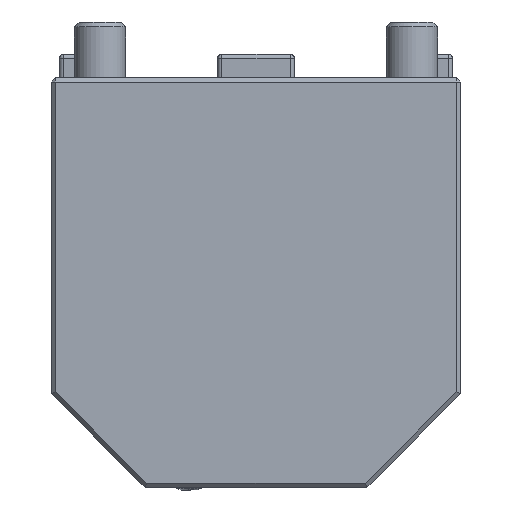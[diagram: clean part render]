
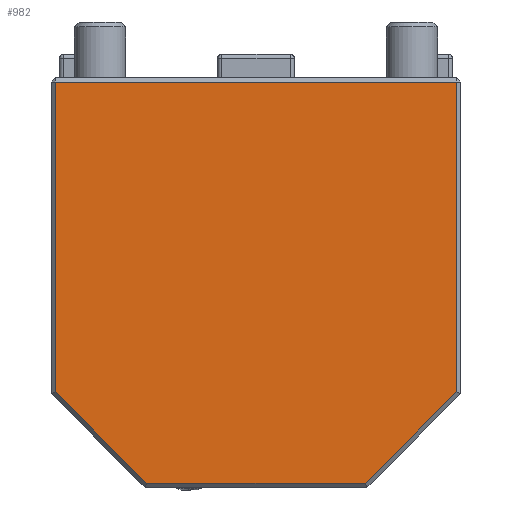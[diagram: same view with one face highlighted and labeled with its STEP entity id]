
A CAD part, left-side view. The second image highlights one B-rep face of the part: STEP entity #982.
In plain terms, the highlighted planar face has unit normal (-1, 0, 0).
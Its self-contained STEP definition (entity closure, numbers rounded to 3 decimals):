
#179=LINE('',#5694,#402);
#182=LINE('',#5700,#405);
#186=LINE('',#5708,#409);
#187=LINE('',#5710,#410);
#193=LINE('',#5722,#416);
#247=LINE('',#5863,#470);
#402=VECTOR('',#4263,1.);
#405=VECTOR('',#4268,1.);
#409=VECTOR('',#4274,1.);
#410=VECTOR('',#4277,1.);
#416=VECTOR('',#4287,1.);
#470=VECTOR('',#4439,1.);
#982=ADVANCED_FACE('',(#1224),#1097,.T.);
#1097=PLANE('',#3562);
#1224=FACE_OUTER_BOUND('',#1495,.T.);
#1495=EDGE_LOOP('',(#2209,#2210,#2211,#2212,#2213,#2214));
#2209=ORIENTED_EDGE('',*,*,#2944,.T.);
#2210=ORIENTED_EDGE('',*,*,#2943,.T.);
#2211=ORIENTED_EDGE('',*,*,#3021,.T.);
#2212=ORIENTED_EDGE('',*,*,#2950,.T.);
#2213=ORIENTED_EDGE('',*,*,#2939,.T.);
#2214=ORIENTED_EDGE('',*,*,#2936,.T.);
#2581=VERTEX_POINT('',#5691);
#2582=VERTEX_POINT('',#5693);
#2583=VERTEX_POINT('',#5697);
#2585=VERTEX_POINT('',#5703);
#2587=VERTEX_POINT('',#5707);
#2591=VERTEX_POINT('',#5720);
#2936=EDGE_CURVE('',#2581,#2582,#179,.T.);
#2939=EDGE_CURVE('',#2583,#2581,#182,.T.);
#2943=EDGE_CURVE('',#2585,#2587,#186,.T.);
#2944=EDGE_CURVE('',#2582,#2585,#187,.T.);
#2950=EDGE_CURVE('',#2591,#2583,#193,.T.);
#3021=EDGE_CURVE('',#2587,#2591,#247,.T.);
#3562=AXIS2_PLACEMENT_3D('',#5864,#4440,#4441);
#4263=DIRECTION('',(0.,-1.,0.));
#4268=DIRECTION('',(0.,-0.707,-0.707));
#4274=DIRECTION('',(0.,0.,1.));
#4277=DIRECTION('',(0.,-0.707,0.707));
#4287=DIRECTION('',(0.,0.,-1.));
#4439=DIRECTION('',(0.,1.,0.));
#4440=DIRECTION('',(-1.,0.,0.));
#4441=DIRECTION('',(0.,0.,-1.));
#5691=CARTESIAN_POINT('',(-54.942,25.56,-94.951));
#5693=CARTESIAN_POINT('',(-54.942,-25.56,-94.951));
#5694=CARTESIAN_POINT('',(-54.942,-47.952,-94.951));
#5697=CARTESIAN_POINT('',(-54.942,46.953,-73.558));
#5700=CARTESIAN_POINT('',(-54.942,25.268,-95.244));
#5703=CARTESIAN_POINT('',(-54.942,-46.953,-73.558));
#5707=CARTESIAN_POINT('',(-54.942,-46.953,-1.045));
#5708=CARTESIAN_POINT('',(-54.942,-46.953,-0.046));
#5710=CARTESIAN_POINT('',(-54.942,-84.209,-36.303));
#5720=CARTESIAN_POINT('',(-54.942,46.953,-1.045));
#5722=CARTESIAN_POINT('',(-54.942,46.953,-0.046));
#5863=CARTESIAN_POINT('',(-54.942,-47.952,-1.045));
#5864=CARTESIAN_POINT('',(-54.942,-47.952,-0.046));
